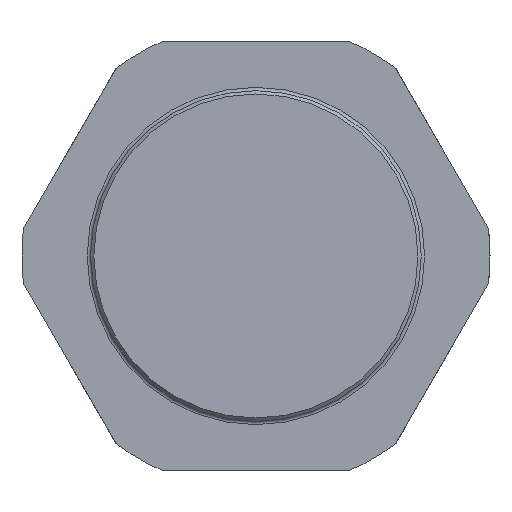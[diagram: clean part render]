
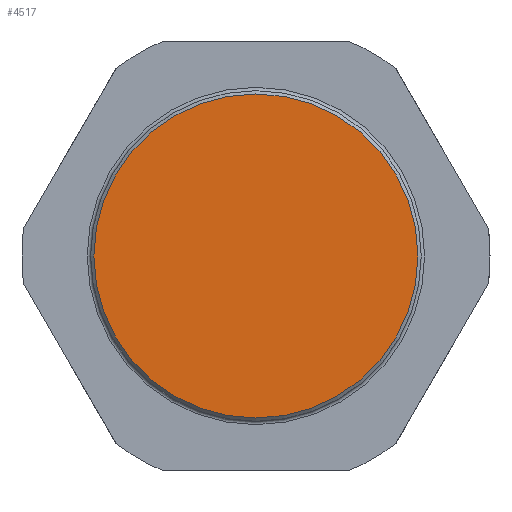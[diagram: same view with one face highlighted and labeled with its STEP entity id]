
A CAD part, left-side view. The second image highlights one B-rep face of the part: STEP entity #4517.
In plain terms, the highlighted planar face has unit normal (-1, 0, 0).
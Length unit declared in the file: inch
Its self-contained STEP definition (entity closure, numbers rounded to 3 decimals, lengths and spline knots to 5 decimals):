
#719=FACE_OUTER_BOUND('',#971,.T.);
#971=EDGE_LOOP('',(#2751));
#1233=CIRCLE('',#4797,0.96457);
#1581=VERTEX_POINT('',#6790);
#2051=EDGE_CURVE('',#1581,#1581,#1233,.T.);
#2751=ORIENTED_EDGE('',*,*,#2051,.F.);
#4151=PLANE('',#4796);
#4517=ADVANCED_FACE('',(#719),#4151,.T.);
#4796=AXIS2_PLACEMENT_3D('',#6789,#5398,#5399);
#4797=AXIS2_PLACEMENT_3D('',#6791,#5400,#5401);
#5398=DIRECTION('center_axis',(-1.,0.,0.));
#5399=DIRECTION('ref_axis',(0.,-1.,0.));
#5400=DIRECTION('center_axis',(1.,0.,0.));
#5401=DIRECTION('ref_axis',(0.,-1.,0.));
#6789=CARTESIAN_POINT('Origin',(-1.00197,0.98425,0.));
#6790=CARTESIAN_POINT('',(-1.00197,0.96457,0.));
#6791=CARTESIAN_POINT('Origin',(-1.00197,0.,
0.));
